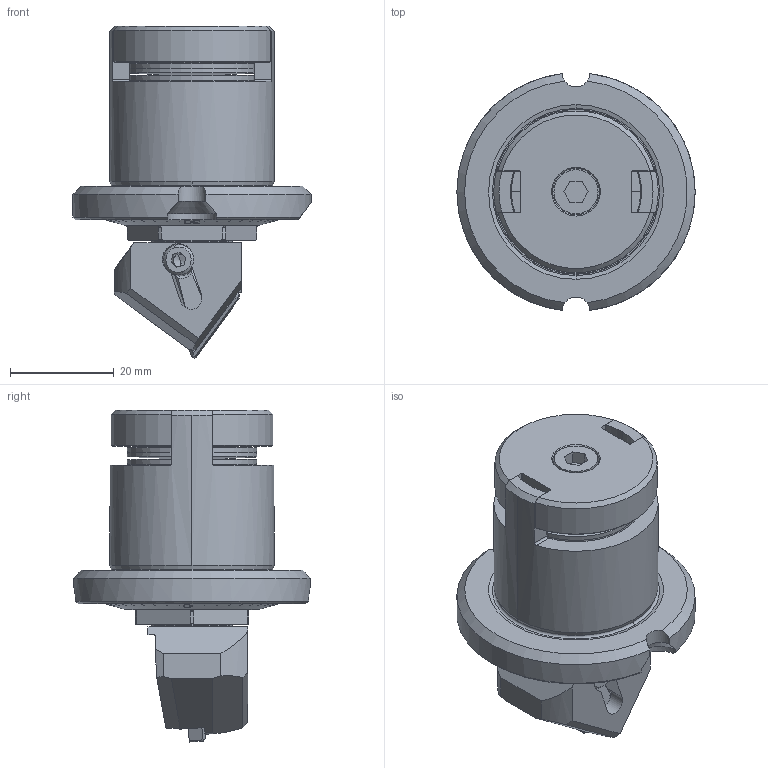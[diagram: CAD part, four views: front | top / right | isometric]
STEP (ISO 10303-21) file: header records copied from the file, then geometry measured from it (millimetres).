
FILE_DESCRIPTION(/* description */ (''),/* implementation_level */ '2;1');
FILE_NAME(/* name */ 'FA4-FAPN41.stp',/* time_stamp */ '2019-09-03T14:46:49+09:00',/* author */ (''),/* organization */ (''),/* preprocessor_version */ 'ST-DEVELOPER v16',/* originating_system */ 'SIEMENS PLM Software NX 10.0',/* authorisation */ '');
FILE_SCHEMA (('AUTOMOTIVE_DESIGN { 1 0 10303 214 3 1 1 1 }'));
Length unit declared in the file: millimetre
Products named in the file (1): FA4_ASM
Bounding box: 46.02 x 45.7 x 64.13 mm (x, y, z)
Volume: 38685.6 mm3; surface area: 27281.7 mm2
Topology: 17 solids, 17 shells, 1039 faces, 2815 edges, 1819 vertices
Faces by surface type: plane 723, cone 163, cylinder 110, torus 37, bspline 4, extrusion 2
Entity records: 35013 total; most frequent: CARTESIAN_POINT 8848, ORIENTED_EDGE 5612, DIRECTION 5094, EDGE_CURVE 2806, VERTEX_POINT 1819, AXIS2_PLACEMENT_3D 1712, VECTOR 1670, LINE 1668
